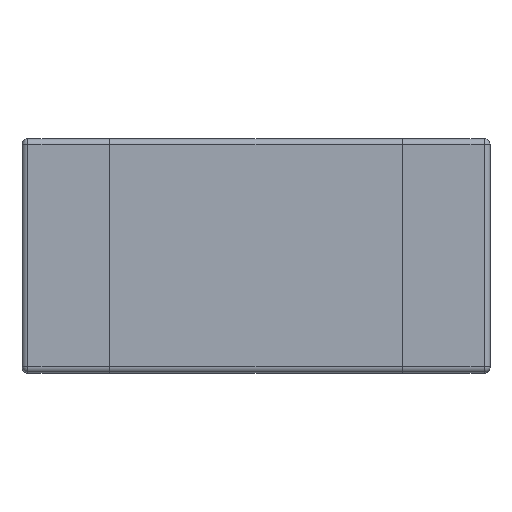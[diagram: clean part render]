
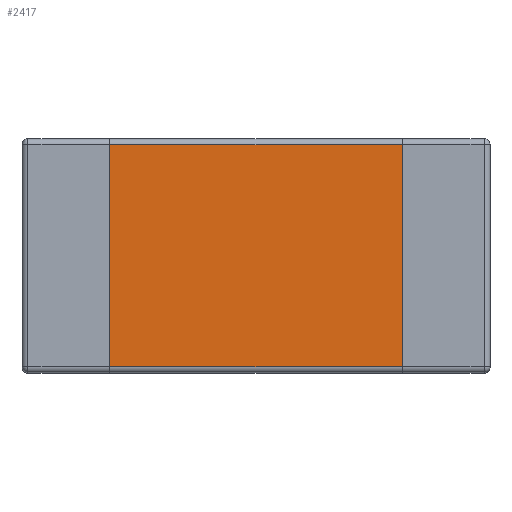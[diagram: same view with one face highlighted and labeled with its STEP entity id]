
A CAD part, top view. The second image highlights one B-rep face of the part: STEP entity #2417.
In plain terms, the highlighted planar face has unit normal (0, 0, 1).
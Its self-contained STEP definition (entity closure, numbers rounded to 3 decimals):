
#955 = PLANE('',#956);
#956 = AXIS2_PLACEMENT_3D('',#957,#958,#959);
#957 = CARTESIAN_POINT('',(-0.8,-0.4,0.8));
#958 = DIRECTION('',(0.,0.,-1.));
#959 = DIRECTION('',(-1.,0.,0.));
#972 = VERTEX_POINT('',#973);
#973 = CARTESIAN_POINT('',(-0.5,0.38,0.8));
#1053 = CYLINDRICAL_SURFACE('',#1054,0.02);
#1054 = AXIS2_PLACEMENT_3D('',#1055,#1056,#1057);
#1055 = CARTESIAN_POINT('',(0.5,0.38,0.78));
#1056 = DIRECTION('',(-1.,0.,0.));
#1057 = DIRECTION('',(0.,0.,-1.));
#1680 = EDGE_CURVE('',#1681,#972,#1683,.T.);
#1681 = VERTEX_POINT('',#1682);
#1682 = CARTESIAN_POINT('',(-0.5,-0.38,0.8));
#1683 = SURFACE_CURVE('',#1684,(#1688,#1695),.PCURVE_S1.);
#1684 = LINE('',#1685,#1686);
#1685 = CARTESIAN_POINT('',(-0.5,-0.4,0.8));
#1686 = VECTOR('',#1687,1.);
#1687 = DIRECTION('',(0.,1.,0.));
#1688 = PCURVE('',#955,#1689);
#1689 = DEFINITIONAL_REPRESENTATION('',(#1690),#1694);
#1690 = LINE('',#1691,#1692);
#1691 = CARTESIAN_POINT('',(-0.3,0.));
#1692 = VECTOR('',#1693,1.);
#1693 = DIRECTION('',(0.,1.));
#1694 = ( GEOMETRIC_REPRESENTATION_CONTEXT(2) 
PARAMETRIC_REPRESENTATION_CONTEXT() REPRESENTATION_CONTEXT('2D SPACE',''
  ) );
#1695 = PCURVE('',#1696,#1701);
#1696 = PLANE('',#1697);
#1697 = AXIS2_PLACEMENT_3D('',#1698,#1699,#1700);
#1698 = CARTESIAN_POINT('',(0.5,-0.4,0.8));
#1699 = DIRECTION('',(0.,0.,1.));
#1700 = DIRECTION('',(0.,1.,-0.));
#1701 = DEFINITIONAL_REPRESENTATION('',(#1702),#1706);
#1702 = LINE('',#1703,#1704);
#1703 = CARTESIAN_POINT('',(0.,1.));
#1704 = VECTOR('',#1705,1.);
#1705 = DIRECTION('',(1.,0.));
#1706 = ( GEOMETRIC_REPRESENTATION_CONTEXT(2) 
PARAMETRIC_REPRESENTATION_CONTEXT() REPRESENTATION_CONTEXT('2D SPACE',''
  ) );
#1755 = VERTEX_POINT('',#1756);
#1756 = CARTESIAN_POINT('',(0.5,0.38,0.8));
#1807 = EDGE_CURVE('',#1755,#972,#1808,.T.);
#1808 = SURFACE_CURVE('',#1809,(#1813,#1842),.PCURVE_S1.);
#1809 = LINE('',#1810,#1811);
#1810 = CARTESIAN_POINT('',(-0.5,0.38,0.8));
#1811 = VECTOR('',#1812,1.);
#1812 = DIRECTION('',(-1.,0.,0.));
#1813 = PCURVE('',#1053,#1814);
#1814 = DEFINITIONAL_REPRESENTATION('',(#1815),#1841);
#1815 = B_SPLINE_CURVE_WITH_KNOTS('',3,(#1816,#1817,#1818,#1819,#1820,
    #1821,#1822,#1823,#1824,#1825,#1826,#1827,#1828,#1829,#1830,#1831,
    #1832,#1833,#1834,#1835,#1836,#1837,#1838,#1839,#1840),
  .UNSPECIFIED.,.F.,.F.,(4,1,1,1,1,1,1,1,1,1,1,1,1,1,1,1,1,1,1,1,1,1,4),
  (-1.,-0.955,-0.909,-0.864,-0.818,
    -0.773,-0.727,-0.682,-0.636,
    -0.591,-0.545,-0.5,-0.455,-0.409
    ,-0.364,-0.318,-0.273,-0.227,
    -0.182,-0.136,-0.091,
    -0.045,0.),.UNSPECIFIED.);
#1816 = CARTESIAN_POINT('',(3.142,0.));
#1817 = CARTESIAN_POINT('',(3.142,0.015));
#1818 = CARTESIAN_POINT('',(3.142,0.045));
#1819 = CARTESIAN_POINT('',(3.142,0.091));
#1820 = CARTESIAN_POINT('',(3.142,0.136));
#1821 = CARTESIAN_POINT('',(3.142,0.182));
#1822 = CARTESIAN_POINT('',(3.142,0.227));
#1823 = CARTESIAN_POINT('',(3.142,0.273));
#1824 = CARTESIAN_POINT('',(3.142,0.318));
#1825 = CARTESIAN_POINT('',(3.142,0.364));
#1826 = CARTESIAN_POINT('',(3.142,0.409));
#1827 = CARTESIAN_POINT('',(3.142,0.455));
#1828 = CARTESIAN_POINT('',(3.142,0.5));
#1829 = CARTESIAN_POINT('',(3.142,0.545));
#1830 = CARTESIAN_POINT('',(3.142,0.591));
#1831 = CARTESIAN_POINT('',(3.142,0.636));
#1832 = CARTESIAN_POINT('',(3.142,0.682));
#1833 = CARTESIAN_POINT('',(3.142,0.727));
#1834 = CARTESIAN_POINT('',(3.142,0.773));
#1835 = CARTESIAN_POINT('',(3.142,0.818));
#1836 = CARTESIAN_POINT('',(3.142,0.864));
#1837 = CARTESIAN_POINT('',(3.142,0.909));
#1838 = CARTESIAN_POINT('',(3.142,0.955));
#1839 = CARTESIAN_POINT('',(3.142,0.985));
#1840 = CARTESIAN_POINT('',(3.142,1.));
#1841 = ( GEOMETRIC_REPRESENTATION_CONTEXT(2) 
PARAMETRIC_REPRESENTATION_CONTEXT() REPRESENTATION_CONTEXT('2D SPACE',''
  ) );
#1842 = PCURVE('',#1696,#1843);
#1843 = DEFINITIONAL_REPRESENTATION('',(#1844),#1848);
#1844 = LINE('',#1845,#1846);
#1845 = CARTESIAN_POINT('',(0.78,1.));
#1846 = VECTOR('',#1847,1.);
#1847 = DIRECTION('',(0.,1.));
#1848 = ( GEOMETRIC_REPRESENTATION_CONTEXT(2) 
PARAMETRIC_REPRESENTATION_CONTEXT() REPRESENTATION_CONTEXT('2D SPACE',''
  ) );
#2403 = CYLINDRICAL_SURFACE('',#2404,0.02);
#2404 = AXIS2_PLACEMENT_3D('',#2405,#2406,#2407);
#2405 = CARTESIAN_POINT('',(0.5,-0.38,0.78));
#2406 = DIRECTION('',(1.,0.,0.));
#2407 = DIRECTION('',(0.,0.,1.));
#2417 = ADVANCED_FACE('',(#2418),#1696,.T.);
#2418 = FACE_BOUND('',#2419,.T.);
#2419 = EDGE_LOOP('',(#2420,#2448,#2449,#2450));
#2420 = ORIENTED_EDGE('',*,*,#2421,.F.);
#2421 = EDGE_CURVE('',#1755,#2422,#2424,.T.);
#2422 = VERTEX_POINT('',#2423);
#2423 = CARTESIAN_POINT('',(0.5,-0.38,0.8));
#2424 = SURFACE_CURVE('',#2425,(#2429,#2436),.PCURVE_S1.);
#2425 = LINE('',#2426,#2427);
#2426 = CARTESIAN_POINT('',(0.5,0.4,0.8));
#2427 = VECTOR('',#2428,1.);
#2428 = DIRECTION('',(0.,-1.,0.));
#2429 = PCURVE('',#1696,#2430);
#2430 = DEFINITIONAL_REPRESENTATION('',(#2431),#2435);
#2431 = LINE('',#2432,#2433);
#2432 = CARTESIAN_POINT('',(0.8,0.));
#2433 = VECTOR('',#2434,1.);
#2434 = DIRECTION('',(-1.,0.));
#2435 = ( GEOMETRIC_REPRESENTATION_CONTEXT(2) 
PARAMETRIC_REPRESENTATION_CONTEXT() REPRESENTATION_CONTEXT('2D SPACE',''
  ) );
#2436 = PCURVE('',#2437,#2442);
#2437 = PLANE('',#2438);
#2438 = AXIS2_PLACEMENT_3D('',#2439,#2440,#2441);
#2439 = CARTESIAN_POINT('',(0.8,0.4,0.8));
#2440 = DIRECTION('',(0.,0.,-1.));
#2441 = DIRECTION('',(1.,0.,0.));
#2442 = DEFINITIONAL_REPRESENTATION('',(#2443),#2447);
#2443 = LINE('',#2444,#2445);
#2444 = CARTESIAN_POINT('',(-0.3,0.));
#2445 = VECTOR('',#2446,1.);
#2446 = DIRECTION('',(0.,1.));
#2447 = ( GEOMETRIC_REPRESENTATION_CONTEXT(2) 
PARAMETRIC_REPRESENTATION_CONTEXT() REPRESENTATION_CONTEXT('2D SPACE',''
  ) );
#2448 = ORIENTED_EDGE('',*,*,#1807,.T.);
#2449 = ORIENTED_EDGE('',*,*,#1680,.F.);
#2450 = ORIENTED_EDGE('',*,*,#2451,.T.);
#2451 = EDGE_CURVE('',#1681,#2422,#2452,.T.);
#2452 = SURFACE_CURVE('',#2453,(#2457,#2464),.PCURVE_S1.);
#2453 = LINE('',#2454,#2455);
#2454 = CARTESIAN_POINT('',(0.5,-0.38,0.8));
#2455 = VECTOR('',#2456,1.);
#2456 = DIRECTION('',(1.,0.,0.));
#2457 = PCURVE('',#1696,#2458);
#2458 = DEFINITIONAL_REPRESENTATION('',(#2459),#2463);
#2459 = LINE('',#2460,#2461);
#2460 = CARTESIAN_POINT('',(0.02,0.));
#2461 = VECTOR('',#2462,1.);
#2462 = DIRECTION('',(0.,-1.));
#2463 = ( GEOMETRIC_REPRESENTATION_CONTEXT(2) 
PARAMETRIC_REPRESENTATION_CONTEXT() REPRESENTATION_CONTEXT('2D SPACE',''
  ) );
#2464 = PCURVE('',#2403,#2465);
#2465 = DEFINITIONAL_REPRESENTATION('',(#2466),#2492);
#2466 = B_SPLINE_CURVE_WITH_KNOTS('',3,(#2467,#2468,#2469,#2470,#2471,
    #2472,#2473,#2474,#2475,#2476,#2477,#2478,#2479,#2480,#2481,#2482,
    #2483,#2484,#2485,#2486,#2487,#2488,#2489,#2490,#2491),
  .UNSPECIFIED.,.F.,.F.,(4,1,1,1,1,1,1,1,1,1,1,1,1,1,1,1,1,1,1,1,1,1,4),
  (-1.,-0.955,-0.909,-0.864,-0.818,
    -0.773,-0.727,-0.682,-0.636,
    -0.591,-0.545,-0.5,-0.455,-0.409
    ,-0.364,-0.318,-0.273,-0.227,
    -0.182,-0.136,-0.091,
    -0.045,0.),.UNSPECIFIED.);
#2467 = CARTESIAN_POINT('',(0.,-1.));
#2468 = CARTESIAN_POINT('',(0.,-0.985));
#2469 = CARTESIAN_POINT('',(0.,-0.955));
#2470 = CARTESIAN_POINT('',(0.,-0.909));
#2471 = CARTESIAN_POINT('',(0.,-0.864));
#2472 = CARTESIAN_POINT('',(0.,-0.818));
#2473 = CARTESIAN_POINT('',(0.,-0.773));
#2474 = CARTESIAN_POINT('',(0.,-0.727));
#2475 = CARTESIAN_POINT('',(0.,-0.682));
#2476 = CARTESIAN_POINT('',(0.,-0.636));
#2477 = CARTESIAN_POINT('',(0.,-0.591));
#2478 = CARTESIAN_POINT('',(0.,-0.545));
#2479 = CARTESIAN_POINT('',(0.,-0.5));
#2480 = CARTESIAN_POINT('',(0.,-0.455));
#2481 = CARTESIAN_POINT('',(0.,-0.409));
#2482 = CARTESIAN_POINT('',(0.,-0.364));
#2483 = CARTESIAN_POINT('',(0.,-0.318));
#2484 = CARTESIAN_POINT('',(0.,-0.273));
#2485 = CARTESIAN_POINT('',(0.,-0.227));
#2486 = CARTESIAN_POINT('',(0.,-0.182));
#2487 = CARTESIAN_POINT('',(0.,-0.136));
#2488 = CARTESIAN_POINT('',(0.,-0.091));
#2489 = CARTESIAN_POINT('',(0.,-0.045));
#2490 = CARTESIAN_POINT('',(0.,-0.015));
#2491 = CARTESIAN_POINT('',(0.,0.));
#2492 = ( GEOMETRIC_REPRESENTATION_CONTEXT(2) 
PARAMETRIC_REPRESENTATION_CONTEXT() REPRESENTATION_CONTEXT('2D SPACE',''
  ) );
